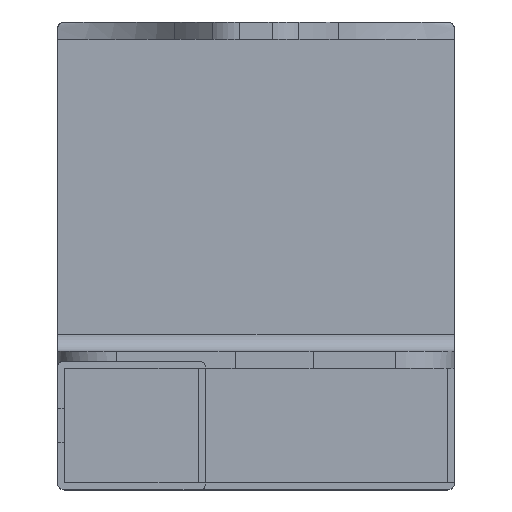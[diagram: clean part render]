
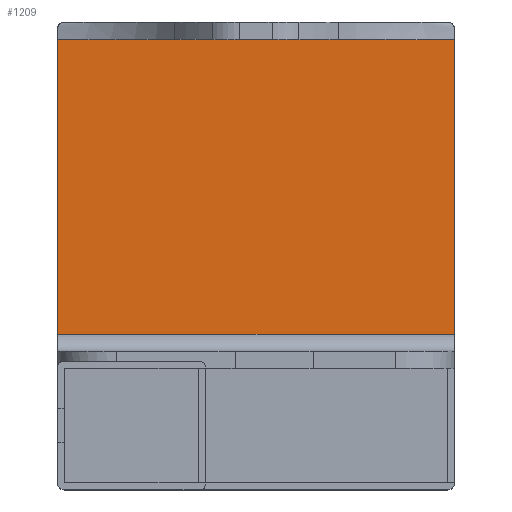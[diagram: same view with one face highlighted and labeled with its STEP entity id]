
A CAD part, top view. The second image highlights one B-rep face of the part: STEP entity #1209.
In plain terms, the highlighted planar face has unit normal (0, 0, 1).
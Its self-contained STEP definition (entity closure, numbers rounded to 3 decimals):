
#60=PLANE('',#1313);
#118=FACE_OUTER_BOUND('',#188,.T.);
#188=EDGE_LOOP('',(#1096,#1097,#1098,#1099));
#282=LINE('',#1876,#412);
#288=LINE('',#1911,#418);
#299=LINE('',#1938,#429);
#317=LINE('',#2005,#447);
#412=VECTOR('',#1501,10.);
#418=VECTOR('',#1525,10.);
#429=VECTOR('',#1554,10.);
#447=VECTOR('',#1614,10.);
#578=VERTEX_POINT('',#1873);
#579=VERTEX_POINT('',#1875);
#589=VERTEX_POINT('',#1909);
#596=VERTEX_POINT('',#1937);
#719=EDGE_CURVE('',#579,#578,#282,.T.);
#732=EDGE_CURVE('',#578,#589,#288,.T.);
#747=EDGE_CURVE('',#596,#579,#299,.T.);
#778=EDGE_CURVE('',#596,#589,#317,.T.);
#1096=ORIENTED_EDGE('',*,*,#778,.F.);
#1097=ORIENTED_EDGE('',*,*,#747,.T.);
#1098=ORIENTED_EDGE('',*,*,#719,.T.);
#1099=ORIENTED_EDGE('',*,*,#732,.T.);
#1209=ADVANCED_FACE('',(#118),#60,.T.);
#1313=AXIS2_PLACEMENT_3D('',#2017,#1632,#1633);
#1501=DIRECTION('',(-1.,0.,0.));
#1525=DIRECTION('',(0.,-1.,0.));
#1554=DIRECTION('',(0.,1.,0.));
#1614=DIRECTION('',(-1.,0.,0.));
#1632=DIRECTION('center_axis',(0.,0.,1.));
#1633=DIRECTION('ref_axis',(1.,0.,0.));
#1873=CARTESIAN_POINT('',(-62.5,45.,2.5));
#1875=CARTESIAN_POINT('',(52.07,45.,2.5));
#1876=CARTESIAN_POINT('',(-9.782,45.,2.5));
#1909=CARTESIAN_POINT('',(-62.5,-40.,2.5));
#1911=CARTESIAN_POINT('',(-62.5,50.,2.5));
#1937=CARTESIAN_POINT('',(52.07,-40.,2.5));
#1938=CARTESIAN_POINT('',(52.07,25.,2.5));
#2005=CARTESIAN_POINT('',(31.25,-40.,2.5));
#2017=CARTESIAN_POINT('Origin',(0.,0.,2.5));
